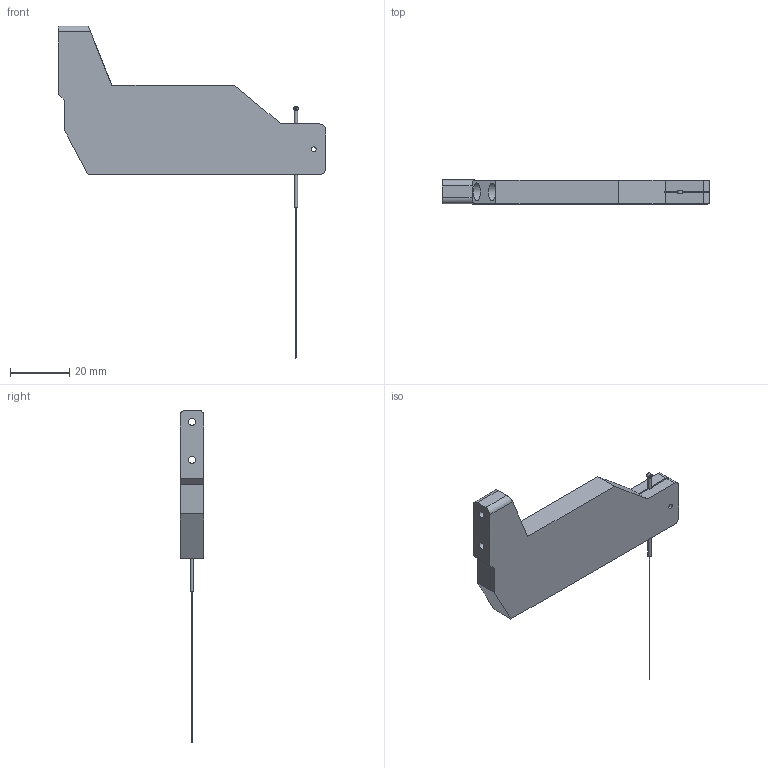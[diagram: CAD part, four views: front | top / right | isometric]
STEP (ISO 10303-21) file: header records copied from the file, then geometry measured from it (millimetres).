
FILE_DESCRIPTION(/* description */ (''),/* implementation_level */ '2;1');
FILE_NAME(/* name */ 'needle_holder.step',/* time_stamp */ '2020-08-20T12:29:23-07:00',/* author */ (''),/* organization */ (''),/* preprocessor_version */ 'ST-DEVELOPER v18.1',/* originating_system */ 'Autodesk Translation Framework v9.3.0.1241',/* authorisation */ '');
FILE_SCHEMA (('AUTOMOTIVE_DESIGN { 1 0 10303 214 3 1 1 }'));
Length unit declared in the file: millimetre
Products named in the file (2): needle_holder; acupuncture_needle
Assembly tree (1 placements, depth 2):
  needle_holder
    acupuncture_needle
Bounding box: 90 x 8 x 111.8 mm (x, y, z)
Volume: 19784.3 mm3; surface area: 8323.1 mm2
Topology: 2 solids, 2 shells, 45 faces, 108 edges, 71 vertices
Faces by surface type: plane 25, cylinder 19, cone 1
Full cylindrical faces by diameter (mm): 0.28 x1, 0.7 x1, 1.1 x1, 1.5 x1, 1.6 x1, 2.3 x1, 2.4 x2, 6 x2
Entity records: 1421 total; most frequent: CARTESIAN_POINT 260, DIRECTION 241, ORIENTED_EDGE 216, EDGE_CURVE 108, AXIS2_PLACEMENT_3D 86, VERTEX_POINT 71, LINE 69, VECTOR 69
